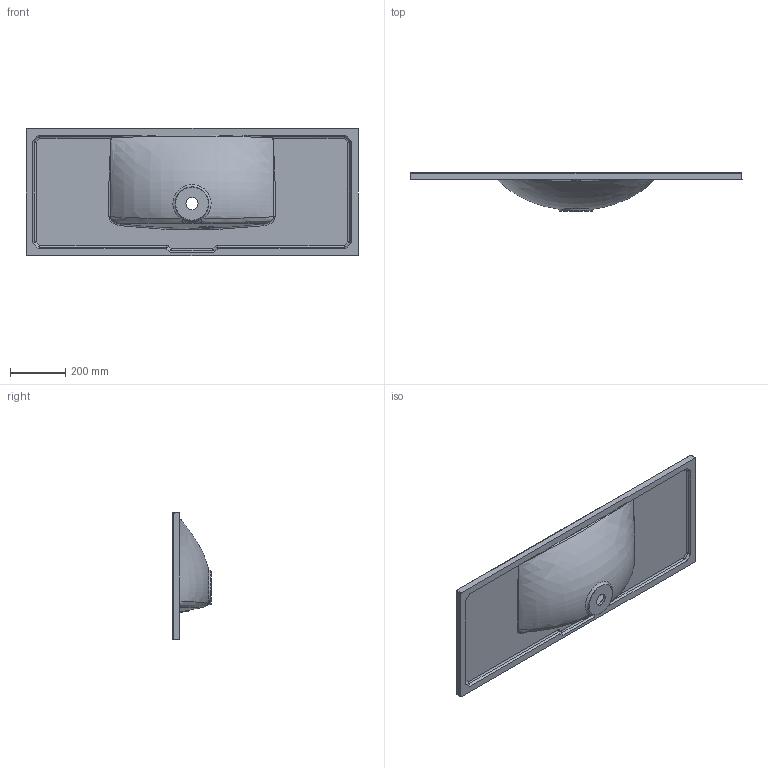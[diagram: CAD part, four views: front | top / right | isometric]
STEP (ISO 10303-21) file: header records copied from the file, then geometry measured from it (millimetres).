
FILE_DESCRIPTION (( 'STEP AP203' ), '1' );
FILE_NAME ('6229081211.step', '2020-12-18T12:31:32', ( 'admin' ), ( '' ), 'SwSTEP 2.0', 'SolidWorks 2019', '' );
FILE_SCHEMA (( 'CONFIG_CONTROL_DESIGN' ));
Length unit declared in the file: millimetre
Products named in the file (1): 6229081211
Bounding box: 1200 x 140 x 460 mm (x, y, z)
Volume: 8998769 mm3; surface area: 1322032.4 mm2
Topology: 1 solids, 1 shells, 128 faces, 318 edges, 178 vertices
Faces by surface type: bspline 50, cylinder 39, plane 25, cone 7, sphere 4, torus 3
Entity records: 17152 total; most frequent: CARTESIAN_POINT 14600, ORIENTED_EDGE 604, DIRECTION 400, EDGE_CURVE 302, VERTEX_POINT 178, AXIS2_PLACEMENT_3D 151, EDGE_LOOP 134, FACE_OUTER_BOUND 128
